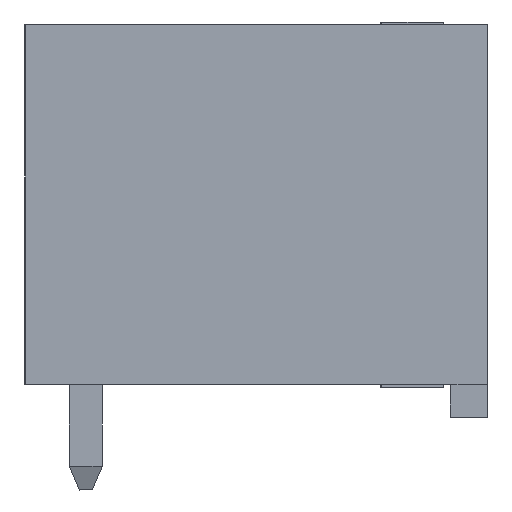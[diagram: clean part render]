
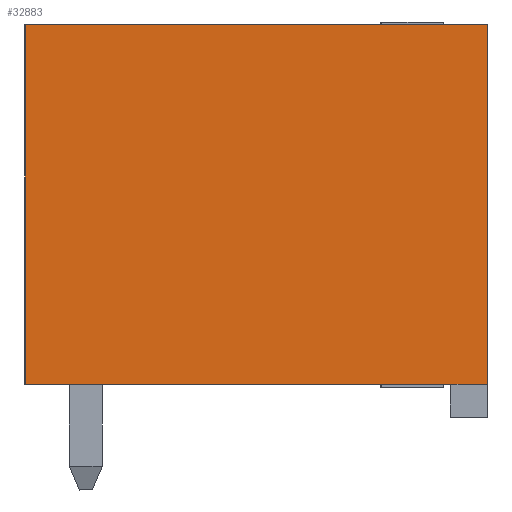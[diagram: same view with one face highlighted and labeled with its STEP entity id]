
A CAD part, left-side view. The second image highlights one B-rep face of the part: STEP entity #32883.
In plain terms, the highlighted planar face has unit normal (-1, 0, 0).
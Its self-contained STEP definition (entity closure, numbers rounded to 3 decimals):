
#32855=AXIS2_PLACEMENT_3D('Plane Axis2P3D',#32852,#32853,#32854) ;
#32253=CARTESIAN_POINT('Vertex',(0.,0.,14.1)) ;
#32256=CARTESIAN_POINT('Line Origine',(0.,0.,8.65)) ;
#32260=CARTESIAN_POINT('Vertex',(0.,0.,3.2)) ;
#32731=CARTESIAN_POINT('Vertex',(0.,14.,14.1)) ;
#32734=CARTESIAN_POINT('Line Origine',(0.,7.,14.1)) ;
#32852=CARTESIAN_POINT('Axis2P3D Location',(0.,0.,14.1)) ;
#32857=CARTESIAN_POINT('Line Origine',(0.,14.,8.65)) ;
#32861=CARTESIAN_POINT('Vertex',(0.,14.,3.2)) ;
#32864=CARTESIAN_POINT('Line Origine',(0.,7.55,3.2)) ;
#32868=CARTESIAN_POINT('Vertex',(0.,1.1,3.2)) ;
#32871=CARTESIAN_POINT('Line Origine',(0.,0.55,3.2)) ;
#32257=DIRECTION('Vector Direction',(0.,0.,-1.)) ;
#32735=DIRECTION('Vector Direction',(0.,1.,0.)) ;
#32853=DIRECTION('Axis2P3D Direction',(-1.,0.,0.)) ;
#32854=DIRECTION('Axis2P3D XDirection',(0.,1.,0.)) ;
#32858=DIRECTION('Vector Direction',(0.,0.,-1.)) ;
#32865=DIRECTION('Vector Direction',(0.,1.,0.)) ;
#32872=DIRECTION('Vector Direction',(0.,1.,0.)) ;
#32258=VECTOR('Line Direction',#32257,1.) ;
#32736=VECTOR('Line Direction',#32735,1.) ;
#32859=VECTOR('Line Direction',#32858,1.) ;
#32866=VECTOR('Line Direction',#32865,1.) ;
#32873=VECTOR('Line Direction',#32872,1.) ;
#32877=ORIENTED_EDGE('',*,*,#32863,.T.) ;
#32878=ORIENTED_EDGE('',*,*,#32870,.F.) ;
#32879=ORIENTED_EDGE('',*,*,#32875,.F.) ;
#32880=ORIENTED_EDGE('',*,*,#32262,.F.) ;
#32881=ORIENTED_EDGE('',*,*,#32738,.T.) ;
#32883=ADVANCED_FACE('Housing',(#32882),#32856,.T.) ;
#32262=EDGE_CURVE('',#32254,#32261,#32259,.T.) ;
#32738=EDGE_CURVE('',#32254,#32732,#32737,.T.) ;
#32863=EDGE_CURVE('',#32732,#32862,#32860,.T.) ;
#32870=EDGE_CURVE('',#32869,#32862,#32867,.T.) ;
#32875=EDGE_CURVE('',#32261,#32869,#32874,.T.) ;
#32876=EDGE_LOOP('',(#32877,#32878,#32879,#32880,#32881)) ;
#32882=FACE_OUTER_BOUND('',#32876,.T.) ;
#32259=LINE('Line',#32256,#32258) ;
#32737=LINE('Line',#32734,#32736) ;
#32860=LINE('Line',#32857,#32859) ;
#32867=LINE('Line',#32864,#32866) ;
#32874=LINE('Line',#32871,#32873) ;
#32856=PLANE('',#32855) ;
#32254=VERTEX_POINT('',#32253) ;
#32261=VERTEX_POINT('',#32260) ;
#32732=VERTEX_POINT('',#32731) ;
#32862=VERTEX_POINT('',#32861) ;
#32869=VERTEX_POINT('',#32868) ;
